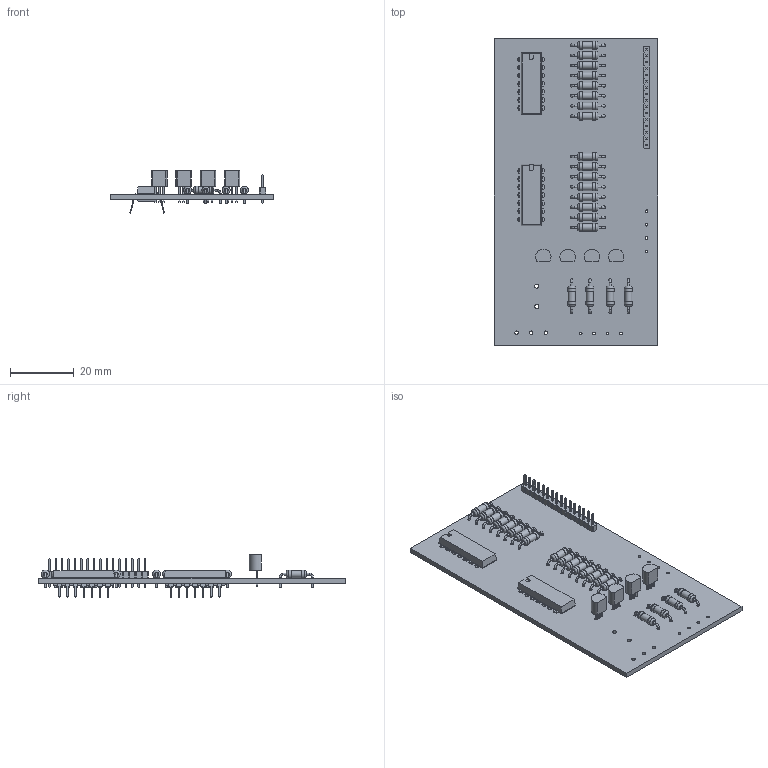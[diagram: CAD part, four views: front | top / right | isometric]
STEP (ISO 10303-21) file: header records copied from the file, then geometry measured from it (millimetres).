
FILE_DESCRIPTION(('KiCad electronic assembly'),'2;1');
FILE_NAME('Led-cube-driver.step','2022-10-13T14:13:42',('Pcbnew'),( 'Kicad'),'Open CASCADE STEP processor 7.6','KiCad to STEP converter' ,'Unknown');
FILE_SCHEMA(('AUTOMOTIVE_DESIGN { 1 0 10303 214 1 1 1 1 }'));
Length unit declared in the file: millimetre
Products named in the file (10): Led-cube-driver 1; TO-92_Inline; SOLID; R_Axial_DIN0207_L6.3mm_D2.5mm_P10.16mm_Horizontal; HEF4071BP; COMPOUND; PinHeader_1x16_P2.00mm_Vertical; _autosave-Led-cube-driver PCB
Assembly tree (32 placements, depth 3):
  Led-cube-driver 1
    TO-92_Inline  x4
      SOLID
    R_Axial_DIN0207_L6.3mm_D2.5mm_P10.16mm_Horizontal  x20
      SOLID
    HEF4071BP  x2
      COMPOUND
    PinHeader_1x16_P2.00mm_Vertical
      SOLID
    _autosave-Led-cube-driver PCB
Bounding box: 51.17 x 96.1 x 13.27 mm (x, y, z)
Volume: 9938.6 mm3; surface area: 14523 mm2
Topology: 56 solids, 56 shells, 1515 faces, 3573 edges, 2294 vertices
Faces by surface type: bspline 1400, cylinder 109, plane 6
Full cylindrical faces by diameter (mm): 0.75 x12, 0.8 x56, 0.83 x28, 0.85 x8, 1.1 x3, 1.3 x2
Entity records: 52536 total; most frequent: CARTESIAN_POINT 18829, B_SPLINE_CURVE_WITH_KNOTS 5023, ORIENTED_EDGE 4276, PCURVE 4276, DEFINITIONAL_REPRESENTATION 4276, EDGE_CURVE 2138, SURFACE_CURVE 2018, VERTEX_POINT 1378
